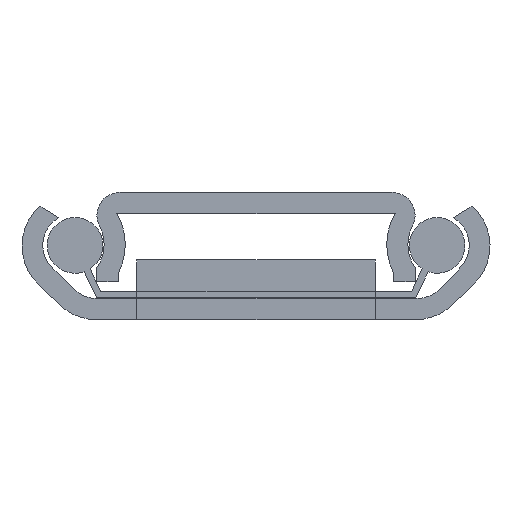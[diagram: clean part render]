
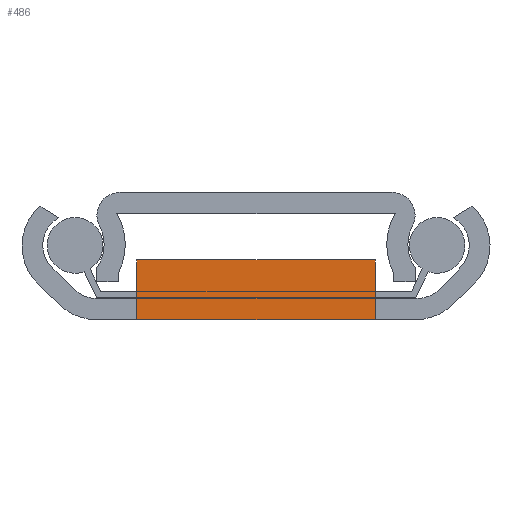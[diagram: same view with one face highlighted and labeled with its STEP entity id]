
A CAD part, left-side view. The second image highlights one B-rep face of the part: STEP entity #486.
In plain terms, the highlighted face is planar.
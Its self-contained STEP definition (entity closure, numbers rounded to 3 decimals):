
#133 = VECTOR ( 'NONE', #2452, 1000. ) ;
#146 = VECTOR ( 'NONE', #2485, 1000. ) ;
#147 = VECTOR ( 'NONE', #2488, 1000. ) ;
#148 = VECTOR ( 'NONE', #2491, 1000. ) ;
#149 = VECTOR ( 'NONE', #2494, 1000. ) ;
#150 = VECTOR ( 'NONE', #2497, 1000. ) ;
#312 = EDGE_CURVE ( 'NONE', #1967, #1969, #2450, .T. ) ;
#323 = EDGE_CURVE ( 'NONE', #2013, #2103, #2483, .T. ) ;
#324 = EDGE_CURVE ( 'NONE', #1967, #2103, #2486, .T. ) ;
#325 = EDGE_CURVE ( 'NONE', #2012, #2013, #2489, .T. ) ;
#326 = EDGE_CURVE ( 'NONE', #2012, #2174, #2492, .T. ) ;
#327 = EDGE_CURVE ( 'NONE', #1969, #2174, #2495, .T. ) ;
#486 = ADVANCED_FACE ( 'NONE', ( #739 ), #2667, .F. ) ;
#739 = FACE_OUTER_BOUND ( 'NONE', #2036, .T. ) ;
#742 = AXIS2_PLACEMENT_3D ( 'NONE', #2668, #2669, #2670 ) ;
#1088 = CARTESIAN_POINT ( 'NONE',  ( 0., 9., -175.4 ) ) ;
#1090 = CARTESIAN_POINT ( 'NONE',  ( 0., -9., -175.4 ) ) ;
#1133 = CARTESIAN_POINT ( 'NONE',  ( 4.5, -9., -175.4 ) ) ;
#1134 = CARTESIAN_POINT ( 'NONE',  ( 4.5, 9., -175.4 ) ) ;
#1160 = CARTESIAN_POINT ( 'NONE',  ( 1.6, 9., -175.4 ) ) ;
#1231 = CARTESIAN_POINT ( 'NONE',  ( 1.6, -9., -175.4 ) ) ;
#1637 = ORIENTED_EDGE ( 'NONE', *, *, #324, .T. ) ;
#1638 = ORIENTED_EDGE ( 'NONE', *, *, #325, .F. ) ;
#1639 = ORIENTED_EDGE ( 'NONE', *, *, #323, .F. ) ;
#1640 = ORIENTED_EDGE ( 'NONE', *, *, #326, .T. ) ;
#1641 = ORIENTED_EDGE ( 'NONE', *, *, #327, .F. ) ;
#1642 = ORIENTED_EDGE ( 'NONE', *, *, #312, .F. ) ;
#1967 = VERTEX_POINT ( 'NONE', #1088 ) ;
#1969 = VERTEX_POINT ( 'NONE', #1090 ) ;
#2012 = VERTEX_POINT ( 'NONE', #1133 ) ;
#2013 = VERTEX_POINT ( 'NONE', #1134 ) ;
#2036 = EDGE_LOOP ( 'NONE', ( #1637, #1639, #1638, #1640, #1641, #1642 ) ) ;
#2103 = VERTEX_POINT ( 'NONE', #1160 ) ;
#2174 = VERTEX_POINT ( 'NONE', #1231 ) ;
#2450 = LINE ( 'NONE', #2451, #133 ) ;
#2451 = CARTESIAN_POINT ( 'NONE',  ( 0., 9., -175.4 ) ) ;
#2452 = DIRECTION ( 'NONE',  ( 0., -1., 0. ) ) ;
#2483 = LINE ( 'NONE', #2484, #146 ) ;
#2484 = CARTESIAN_POINT ( 'NONE',  ( 4.5, 9., -175.4 ) ) ;
#2485 = DIRECTION ( 'NONE',  ( -1., 0., 0. ) ) ;
#2486 = LINE ( 'NONE', #2487, #147 ) ;
#2487 = CARTESIAN_POINT ( 'NONE',  ( 0., 9., -175.4 ) ) ;
#2488 = DIRECTION ( 'NONE',  ( 1., 0., 0. ) ) ;
#2489 = LINE ( 'NONE', #2490, #148 ) ;
#2490 = CARTESIAN_POINT ( 'NONE',  ( 4.5, 9., -175.4 ) ) ;
#2491 = DIRECTION ( 'NONE',  ( 0., 1., 0. ) ) ;
#2492 = LINE ( 'NONE', #2493, #149 ) ;
#2493 = CARTESIAN_POINT ( 'NONE',  ( 4.5, -9., -175.4 ) ) ;
#2494 = DIRECTION ( 'NONE',  ( -1., 0., 0. ) ) ;
#2495 = LINE ( 'NONE', #2496, #150 ) ;
#2496 = CARTESIAN_POINT ( 'NONE',  ( 0., -9., -175.4 ) ) ;
#2497 = DIRECTION ( 'NONE',  ( 1., 0., 0. ) ) ;
#2667 = PLANE ( 'NONE',  #742 ) ;
#2668 = CARTESIAN_POINT ( 'NONE',  ( 0., 9., -175.4 ) ) ;
#2669 = DIRECTION ( 'NONE',  ( 0., 0., 1. ) ) ;
#2670 = DIRECTION ( 'NONE',  ( 1., 0., 0. ) ) ;
